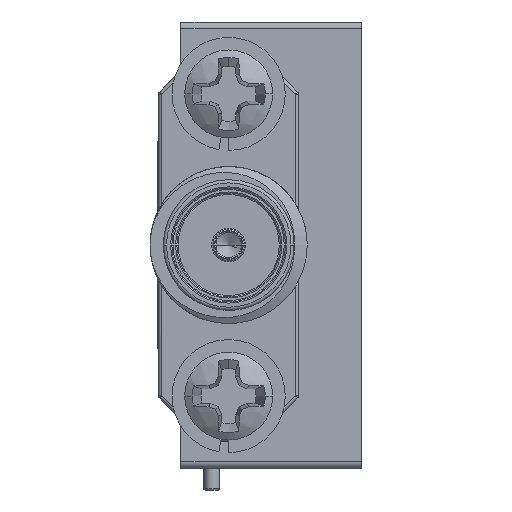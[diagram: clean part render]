
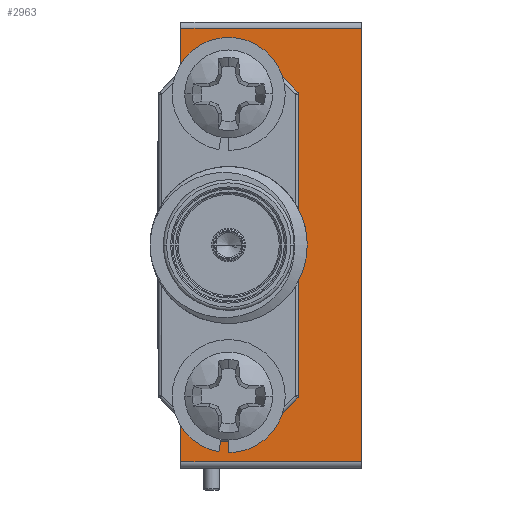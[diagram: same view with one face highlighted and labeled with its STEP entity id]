
A CAD part, left-side view. The second image highlights one B-rep face of the part: STEP entity #2963.
In plain terms, the highlighted planar face has unit normal (-1, 0, 0).
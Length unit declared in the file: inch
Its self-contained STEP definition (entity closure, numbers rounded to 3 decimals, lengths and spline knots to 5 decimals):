
#12 = EDGE_CURVE ( 'NONE', #15647, #715, #13026, .T. ) ;
#251 = VERTEX_POINT ( 'NONE', #7261 ) ;
#267 = CARTESIAN_POINT ( 'NONE',  ( -0.54, 0.212, 0.2405 ) ) ;
#715 = VERTEX_POINT ( 'NONE', #25889 ) ;
#865 = DIRECTION ( 'NONE',  ( 0., 0., 1. ) ) ;
#1638 = VECTOR ( 'NONE', #3388, 39.37008 ) ;
#1851 = DIRECTION ( 'NONE',  ( 0., 1., 0. ) ) ;
#1881 = LINE ( 'NONE', #26586, #39269 ) ;
#1973 = DIRECTION ( 'NONE',  ( 0., -1., 0. ) ) ;
#2115 = EDGE_CURVE ( 'NONE', #13422, #12921, #18635, .T. ) ;
#2163 = LINE ( 'NONE', #4990, #19684 ) ;
#2677 = EDGE_CURVE ( 'NONE', #16251, #6288, #38767, .T. ) ;
#2963 = ADVANCED_FACE ( 'NONE', ( #18757, #24851, #29998 ), #20849, .F. ) ;
#3252 = ORIENTED_EDGE ( 'NONE', *, *, #37941, .F. ) ;
#3388 = DIRECTION ( 'NONE',  ( 0., 1., 0. ) ) ;
#3596 = ORIENTED_EDGE ( 'NONE', *, *, #14059, .T. ) ;
#4003 = VECTOR ( 'NONE', #15301, 39.37008 ) ;
#4397 = CARTESIAN_POINT ( 'NONE',  ( -0.54, 0., 0.345 ) ) ;
#4481 = VERTEX_POINT ( 'NONE', #27001 ) ;
#4701 = ORIENTED_EDGE ( 'NONE', *, *, #2115, .F. ) ;
#4874 = CARTESIAN_POINT ( 'NONE',  ( -0.54, 0.288, -0.355 ) ) ;
#4990 = CARTESIAN_POINT ( 'NONE',  ( -0.54, 0.288, -0.345 ) ) ;
#5050 = DIRECTION ( 'NONE',  ( 0., 0., -1. ) ) ;
#5213 = VERTEX_POINT ( 'NONE', #27262 ) ;
#5372 = CARTESIAN_POINT ( 'NONE',  ( -0.54, 0.212, -0.2405 ) ) ;
#5703 = AXIS2_PLACEMENT_3D ( 'NONE', #5372, #33371, #20595 ) ;
#5738 = CARTESIAN_POINT ( 'NONE',  ( -0.54, 0.212, -0.188 ) ) ;
#6288 = VERTEX_POINT ( 'NONE', #13876 ) ;
#6326 = DIRECTION ( 'NONE',  ( 0., 0., 1. ) ) ;
#6403 = ORIENTED_EDGE ( 'NONE', *, *, #2677, .F. ) ;
#6664 = ORIENTED_EDGE ( 'NONE', *, *, #17971, .F. ) ;
#6791 = LINE ( 'NONE', #24850, #4003 ) ;
#7261 = CARTESIAN_POINT ( 'NONE',  ( -0.54, 0., -0.345 ) ) ;
#8969 = CARTESIAN_POINT ( 'NONE',  ( -0.54, 0.288, 0.182 ) ) ;
#9714 = EDGE_LOOP ( 'NONE', ( #13653, #4701 ) ) ;
#10255 = ORIENTED_EDGE ( 'NONE', *, *, #29756, .F. ) ;
#11941 = DIRECTION ( 'NONE',  ( 0., 0., 1. ) ) ;
#12090 = CIRCLE ( 'NONE', #22470, 0.0525 ) ;
#12921 = VERTEX_POINT ( 'NONE', #5738 ) ;
#13026 = LINE ( 'NONE', #13770, #15124 ) ;
#13422 = VERTEX_POINT ( 'NONE', #28397 ) ;
#13653 = ORIENTED_EDGE ( 'NONE', *, *, #26578, .F. ) ;
#13770 = CARTESIAN_POINT ( 'NONE',  ( -0.54, 0.288, 0.345 ) ) ;
#13876 = CARTESIAN_POINT ( 'NONE',  ( -0.54, 0.212, 0.293 ) ) ;
#14059 = EDGE_CURVE ( 'NONE', #29130, #251, #2163, .T. ) ;
#14240 = EDGE_CURVE ( 'NONE', #251, #15647, #15295, .T. ) ;
#14569 = LINE ( 'NONE', #4874, #21863 ) ;
#14594 = ORIENTED_EDGE ( 'NONE', *, *, #12, .T. ) ;
#15124 = VECTOR ( 'NONE', #1851, 39.37008 ) ;
#15227 = CARTESIAN_POINT ( 'NONE',  ( -0.54, 0.212, 0.2405 ) ) ;
#15295 = LINE ( 'NONE', #27701, #29399 ) ;
#15301 = DIRECTION ( 'NONE',  ( 0., 0., 1. ) ) ;
#15647 = VERTEX_POINT ( 'NONE', #4397 ) ;
#15999 = ORIENTED_EDGE ( 'NONE', *, *, #33790, .F. ) ;
#16214 = VERTEX_POINT ( 'NONE', #33134 ) ;
#16251 = VERTEX_POINT ( 'NONE', #28239 ) ;
#16408 = DIRECTION ( 'NONE',  ( -1., 0., 0. ) ) ;
#16957 = LINE ( 'NONE', #32611, #34802 ) ;
#17317 = AXIS2_PLACEMENT_3D ( 'NONE', #267, #18866, #865 ) ;
#17445 = DIRECTION ( 'NONE',  ( 0., 1., 0. ) ) ;
#17971 = EDGE_CURVE ( 'NONE', #23917, #715, #6791, .T. ) ;
#18480 = DIRECTION ( 'NONE',  ( -1., 0., 0. ) ) ;
#18635 = CIRCLE ( 'NONE', #5703, 0.0525 ) ;
#18757 = FACE_BOUND ( 'NONE', #9714, .T. ) ;
#18866 = DIRECTION ( 'NONE',  ( -1., 0., 0. ) ) ;
#19684 = VECTOR ( 'NONE', #1973, 39.37008 ) ;
#20330 = EDGE_CURVE ( 'NONE', #6288, #16251, #32190, .T. ) ;
#20595 = DIRECTION ( 'NONE',  ( 0., 0., 1. ) ) ;
#20849 = PLANE ( 'NONE',  #39757 ) ;
#21863 = VECTOR ( 'NONE', #11941, 39.37008 ) ;
#22470 = AXIS2_PLACEMENT_3D ( 'NONE', #33408, #16408, #32464 ) ;
#22498 = CARTESIAN_POINT ( 'NONE',  ( -0.54, 0.288, -0.345 ) ) ;
#23498 = CARTESIAN_POINT ( 'NONE',  ( -0.54, 0.288, -0.355 ) ) ;
#23590 = EDGE_CURVE ( 'NONE', #4481, #16214, #28725, .T. ) ;
#23917 = VERTEX_POINT ( 'NONE', #8969 ) ;
#24850 = CARTESIAN_POINT ( 'NONE',  ( -0.54, 0.288, -0.355 ) ) ;
#24851 = FACE_OUTER_BOUND ( 'NONE', #27243, .T. ) ;
#25889 = CARTESIAN_POINT ( 'NONE',  ( -0.54, 0.288, 0.345 ) ) ;
#26578 = EDGE_CURVE ( 'NONE', #12921, #13422, #12090, .T. ) ;
#26586 = CARTESIAN_POINT ( 'NONE',  ( -0.54, 0.14, 0.182 ) ) ;
#27001 = CARTESIAN_POINT ( 'NONE',  ( -0.54, 0.14, -0.182 ) ) ;
#27243 = EDGE_LOOP ( 'NONE', ( #34978, #14594, #6664, #15999, #3252, #30804, #10255, #3596 ) ) ;
#27262 = CARTESIAN_POINT ( 'NONE',  ( -0.54, 0.14, 0.182 ) ) ;
#27701 = CARTESIAN_POINT ( 'NONE',  ( -0.54, 0., -0.355 ) ) ;
#28239 = CARTESIAN_POINT ( 'NONE',  ( -0.54, 0.212, 0.188 ) ) ;
#28397 = CARTESIAN_POINT ( 'NONE',  ( -0.54, 0.212, -0.293 ) ) ;
#28421 = EDGE_LOOP ( 'NONE', ( #30762, #6403 ) ) ;
#28725 = LINE ( 'NONE', #37460, #1638 ) ;
#29130 = VERTEX_POINT ( 'NONE', #22498 ) ;
#29399 = VECTOR ( 'NONE', #40067, 39.37008 ) ;
#29756 = EDGE_CURVE ( 'NONE', #29130, #16214, #14569, .T. ) ;
#29998 = FACE_BOUND ( 'NONE', #28421, .T. ) ;
#30762 = ORIENTED_EDGE ( 'NONE', *, *, #20330, .F. ) ;
#30804 = ORIENTED_EDGE ( 'NONE', *, *, #23590, .T. ) ;
#31649 = AXIS2_PLACEMENT_3D ( 'NONE', #15227, #18480, #6326 ) ;
#32190 = CIRCLE ( 'NONE', #17317, 0.0525 ) ;
#32464 = DIRECTION ( 'NONE',  ( 0., 0., 1. ) ) ;
#32611 = CARTESIAN_POINT ( 'NONE',  ( -0.54, 0.14, 0.182 ) ) ;
#33134 = CARTESIAN_POINT ( 'NONE',  ( -0.54, 0.288, -0.182 ) ) ;
#33371 = DIRECTION ( 'NONE',  ( -1., 0., 0. ) ) ;
#33408 = CARTESIAN_POINT ( 'NONE',  ( -0.54, 0.212, -0.2405 ) ) ;
#33790 = EDGE_CURVE ( 'NONE', #5213, #23917, #1881, .T. ) ;
#34802 = VECTOR ( 'NONE', #38889, 39.37008 ) ;
#34978 = ORIENTED_EDGE ( 'NONE', *, *, #14240, .T. ) ;
#35874 = DIRECTION ( 'NONE',  ( 1., 0., 0. ) ) ;
#37460 = CARTESIAN_POINT ( 'NONE',  ( -0.54, 0.14, -0.182 ) ) ;
#37941 = EDGE_CURVE ( 'NONE', #4481, #5213, #16957, .T. ) ;
#38767 = CIRCLE ( 'NONE', #31649, 0.0525 ) ;
#38889 = DIRECTION ( 'NONE',  ( 0., 0., 1. ) ) ;
#39269 = VECTOR ( 'NONE', #17445, 39.37008 ) ;
#39757 = AXIS2_PLACEMENT_3D ( 'NONE', #23498, #35874, #5050 ) ;
#40067 = DIRECTION ( 'NONE',  ( 0., 0., 1. ) ) ;
